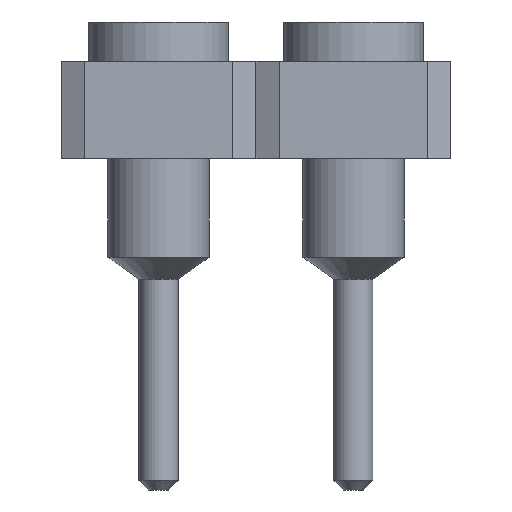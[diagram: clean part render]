
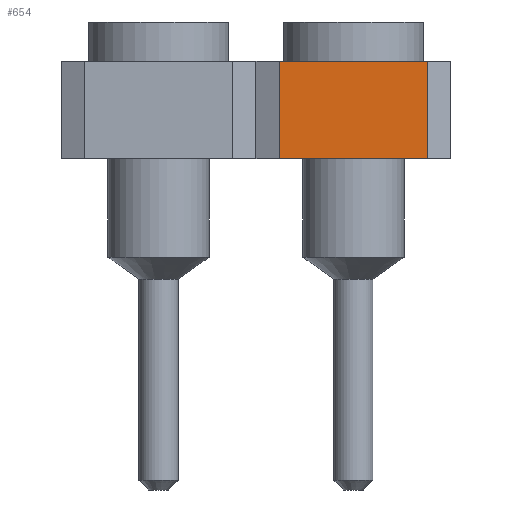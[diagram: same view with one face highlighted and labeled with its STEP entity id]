
A CAD part, left-side view. The second image highlights one B-rep face of the part: STEP entity #654.
In plain terms, the highlighted planar face has unit normal (-1, 0, 0).
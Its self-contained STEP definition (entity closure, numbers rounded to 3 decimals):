
#654=ADVANCED_FACE('',(#1380),#1382,.T.);
#1380=FACE_BOUND('',#1381,.T.);
#1381=EDGE_LOOP('',(#2011,#2012,#2013,#2014));
#1382=PLANE('',#1383);
#1383=AXIS2_PLACEMENT_3D('',#1384,#1385,#1386);
#1384=CARTESIAN_POINT('',(-1.385,0.97,1.57));
#1385=DIRECTION('',(-1.,0.,0.));
#1386=DIRECTION('',(0.,-1.,0.));
#2011=ORIENTED_EDGE('',*,*,#2179,.T.);
#2012=ORIENTED_EDGE('',*,*,#2304,.T.);
#2013=ORIENTED_EDGE('',*,*,#2225,.F.);
#2014=ORIENTED_EDGE('',*,*,#2305,.F.);
#2179=EDGE_CURVE('',#2419,#2417,#2420,.T.);
#2225=EDGE_CURVE('',#2507,#2509,#2510,.T.);
#2304=EDGE_CURVE('',#2417,#2509,#2633,.T.);
#2305=EDGE_CURVE('',#2419,#2507,#2634,.T.);
#2417=VERTEX_POINT('',#2845);
#2419=VERTEX_POINT('',#2849);
#2420=LINE('',#2850,#2851);
#2507=VERTEX_POINT('',#3043);
#2509=VERTEX_POINT('',#3047);
#2510=LINE('',#3048,#3049);
#2633=LINE('',#3345,#3346);
#2634=LINE('',#3348,#3349);
#2845=CARTESIAN_POINT('',(-1.385,-0.97,1.57));
#2849=CARTESIAN_POINT('',(-1.385,0.97,1.57));
#2850=CARTESIAN_POINT('',(-1.385,0.97,1.57));
#2851=VECTOR('',#2852,1.);
#2852=DIRECTION('',(0.,-1.,0.));
#3043=CARTESIAN_POINT('',(-1.385,0.97,2.84));
#3047=CARTESIAN_POINT('',(-1.385,-0.97,2.84));
#3048=CARTESIAN_POINT('',(-1.385,0.97,2.84));
#3049=VECTOR('',#3050,1.);
#3050=DIRECTION('',(0.,-1.,0.));
#3345=CARTESIAN_POINT('',(-1.385,-0.97,1.57));
#3346=VECTOR('',#3347,1.);
#3347=DIRECTION('',(0.,0.,1.));
#3348=CARTESIAN_POINT('',(-1.385,0.97,1.57));
#3349=VECTOR('',#3350,1.);
#3350=DIRECTION('',(0.,0.,1.));
